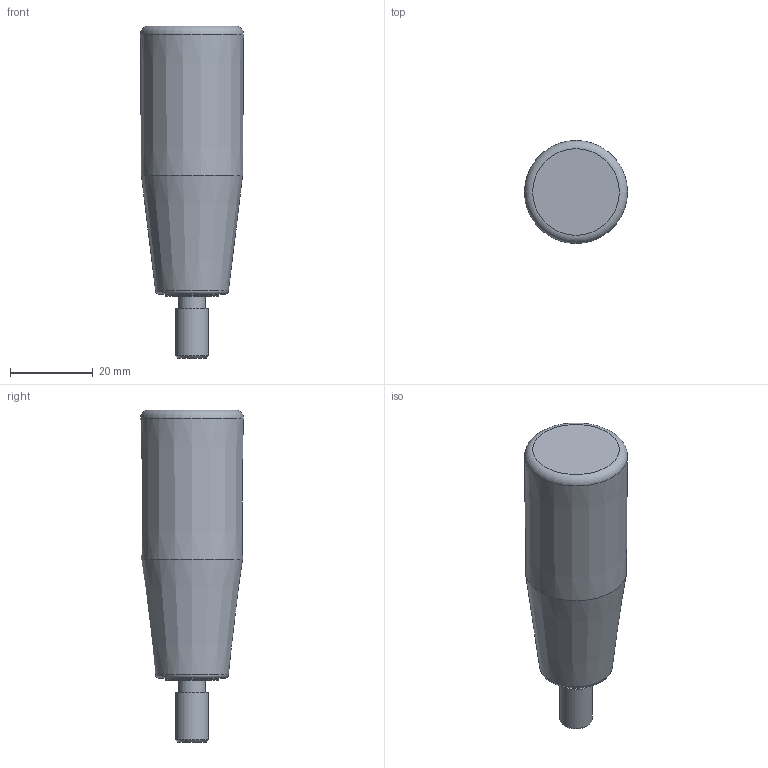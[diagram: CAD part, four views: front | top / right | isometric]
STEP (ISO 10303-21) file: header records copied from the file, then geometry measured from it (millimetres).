
FILE_DESCRIPTION( ( 'Unknown' ), '1' );
FILE_NAME( '6138022_MGE25x65.stp', 'Unknown', ( 'Unknown' ), ( 'Unknown' ), 'PSStep 11.0', 'Unknown', ' ' );
FILE_SCHEMA( ( 'AUTOMOTIVE_DESIGN { 1 0 10303 214 1 1 1 1 }' ) );
Length unit declared in the file: millimetre
Products named in the file (1): 8900101
Bounding box: 24.97 x 24.97 x 80.4 mm (x, y, z)
Volume: 26831.4 mm3; surface area: 9110.9 mm2
Topology: 1 solids, 2 shells, 54 faces, 127 edges, 83 vertices
Faces by surface type: plane 30, cone 12, cylinder 10, torus 2
Full cylindrical faces by diameter (mm): 4.1 x1, 6.5 x1, 8 x1, 8.7 x1, 9.6 x1, 10.2 x1, 12.8 x1, 13 x1
Entity records: 1860 total; most frequent: CARTESIAN_POINT 258, DIRECTION 248, ORIENTED_EDGE 204, EDGE_CURVE 102, AXIS2_PLACEMENT_3D 99, EDGE_LOOP 78, VERTEX_POINT 77, FACE_OUTER_BOUND 64
